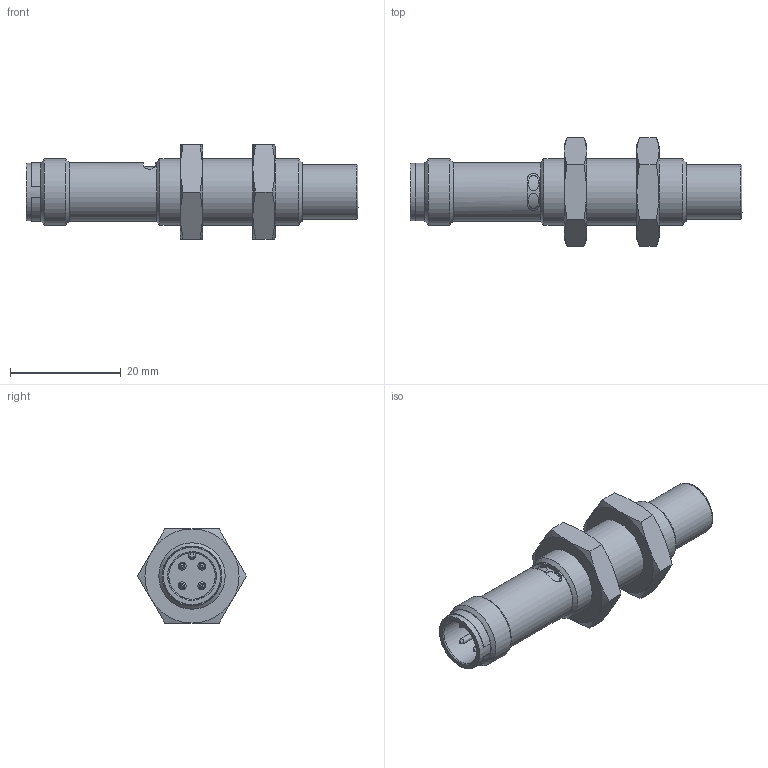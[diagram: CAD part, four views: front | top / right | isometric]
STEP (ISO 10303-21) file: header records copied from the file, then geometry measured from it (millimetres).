
FILE_DESCRIPTION (( 'STEP AP214' ), '1' );
FILE_NAME ('BCS017A.STEP', '2023-07-19T14:08:21', ( '' ), ( '' ), 'SwSTEP 2.0', 'SolidWorks 2021', '' );
FILE_SCHEMA (( 'AUTOMOTIVE_DESIGN' ));
Length unit declared in the file: inch
Products named in the file (1): BCS017A
Bounding box: 60 x 19.63 x 17 mm (x, y, z)
Volume: 6675.6 mm3; surface area: 3966.8 mm2
Topology: 3 solids, 3 shells, 111 faces, 251 edges, 158 vertices
Faces by surface type: cone 40, plane 38, cylinder 30, bspline 3
Full cylindrical faces by diameter (mm): 1 x4, 8.4 x1, 9.8 x1, 10.35 x1, 10.6 x1, 10.917 x2, 12 x2
Entity records: 4898 total; most frequent: CARTESIAN_POINT 1231, DIRECTION 428, ORIENTED_EDGE 406, EDGE_CURVE 203, AXIS2_PLACEMENT_3D 189, EDGE_LOOP 157, VERTEX_POINT 140, FACE_OUTER_BOUND 125
